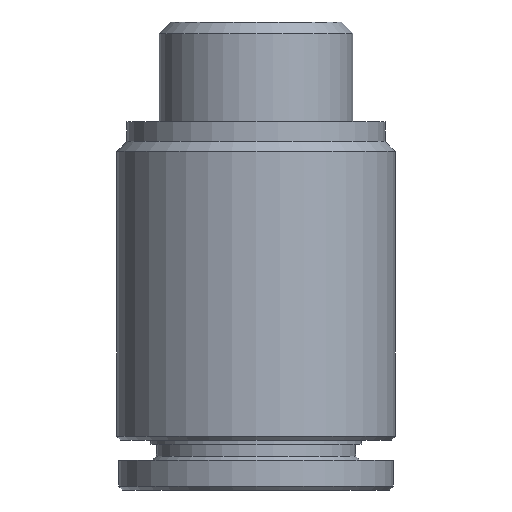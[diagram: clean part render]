
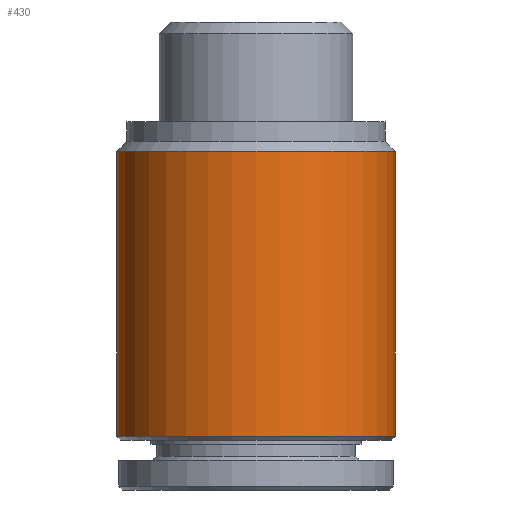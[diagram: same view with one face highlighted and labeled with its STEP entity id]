
A CAD part, front view. The second image highlights one B-rep face of the part: STEP entity #430.
In plain terms, the highlighted cylindrical face has radius 7 mm (diameter 14 mm), a full revolution.
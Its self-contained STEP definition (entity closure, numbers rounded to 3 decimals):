
#113=ORIENTED_EDGE('',*,*,#202,.F.);
#114=ORIENTED_EDGE('',*,*,#201,.T.);
#201=EDGE_CURVE('',#251,#251,#289,.T.);
#202=EDGE_CURVE('',#252,#252,#290,.T.);
#251=VERTEX_POINT('',#703);
#252=VERTEX_POINT('',#706);
#289=CIRCLE('',#490,7.);
#290=CIRCLE('',#492,7.);
#327=EDGE_LOOP('',(#113));
#328=EDGE_LOOP('',(#114));
#381=FACE_BOUND('',#327,.T.);
#382=FACE_BOUND('',#328,.T.);
#413=CYLINDRICAL_SURFACE('',#491,7.);
#430=ADVANCED_FACE('',(#381,#382),#413,.T.);
#490=AXIS2_PLACEMENT_3D('',#702,#578,#579);
#491=AXIS2_PLACEMENT_3D('',#704,#580,#581);
#492=AXIS2_PLACEMENT_3D('',#705,#582,#583);
#578=DIRECTION('',(0.,0.,1.));
#579=DIRECTION('',(1.,0.,0.));
#580=DIRECTION('',(0.,0.,1.));
#581=DIRECTION('',(1.,0.,0.));
#582=DIRECTION('',(0.,0.,1.));
#583=DIRECTION('',(1.,0.,0.));
#702=CARTESIAN_POINT('',(0.,0.,-15.8));
#703=CARTESIAN_POINT('',(7.,0.,-15.8));
#704=CARTESIAN_POINT('',(0.,0.,0.));
#705=CARTESIAN_POINT('',(0.,0.,-1.5));
#706=CARTESIAN_POINT('',(7.,0.,-1.5));
